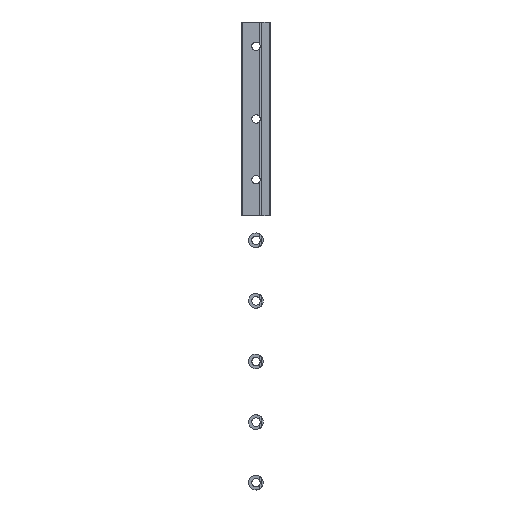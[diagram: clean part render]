
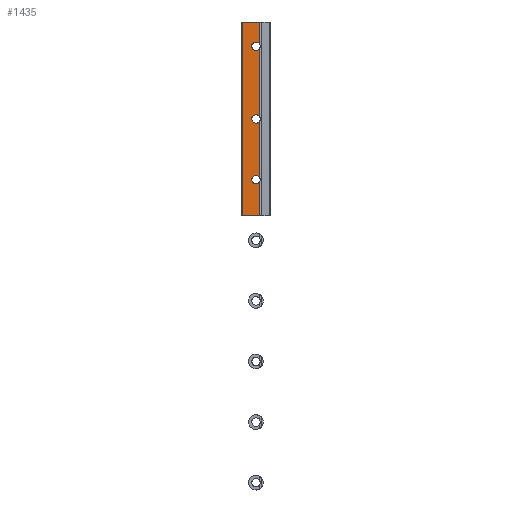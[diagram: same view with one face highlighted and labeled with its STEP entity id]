
A CAD part, front view. The second image highlights one B-rep face of the part: STEP entity #1435.
In plain terms, the highlighted planar face has unit normal (0, -1, 0).
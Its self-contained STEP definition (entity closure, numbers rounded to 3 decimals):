
#106=PLANE('',#1611);
#173=FACE_OUTER_BOUND('',#256,.T.);
#256=EDGE_LOOP('',(#1220,#1221,#1222,#1223,#1224,#1225,#1226,#1227,#1228,
#1229,#1230,#1231,#1232));
#310=LINE('',#2536,#412);
#343=LINE('',#2646,#445);
#352=LINE('',#2670,#454);
#353=LINE('',#2671,#455);
#354=LINE('',#2672,#456);
#355=LINE('',#2673,#457);
#356=LINE('',#2674,#458);
#412=VECTOR('',#1863,7.079);
#445=VECTOR('',#1964,200.);
#454=VECTOR('',#1991,10.);
#455=VECTOR('',#1992,23.561);
#456=VECTOR('',#1993,23.561);
#457=VECTOR('',#1994,28.561);
#458=VECTOR('',#1995,9.281);
#537=CIRCLE('',#1549,1.75);
#538=CIRCLE('',#1550,1.75);
#542=CIRCLE('',#1557,1.75);
#543=CIRCLE('',#1558,1.75);
#547=CIRCLE('',#1565,1.75);
#548=CIRCLE('',#1566,1.75);
#645=VERTEX_POINT('',#2447);
#646=VERTEX_POINT('',#2448);
#647=VERTEX_POINT('',#2450);
#651=VERTEX_POINT('',#2477);
#652=VERTEX_POINT('',#2478);
#653=VERTEX_POINT('',#2480);
#657=VERTEX_POINT('',#2507);
#658=VERTEX_POINT('',#2508);
#659=VERTEX_POINT('',#2510);
#663=VERTEX_POINT('',#2533);
#664=VERTEX_POINT('',#2535);
#707=VERTEX_POINT('',#2644);
#713=VERTEX_POINT('',#2669);
#807=EDGE_CURVE('',#645,#646,#537,.T.);
#809=EDGE_CURVE('',#646,#647,#538,.T.);
#815=EDGE_CURVE('',#651,#652,#542,.T.);
#817=EDGE_CURVE('',#652,#653,#543,.T.);
#823=EDGE_CURVE('',#657,#658,#547,.T.);
#825=EDGE_CURVE('',#658,#659,#548,.T.);
#830=EDGE_CURVE('',#663,#664,#310,.T.);
#885=EDGE_CURVE('',#663,#707,#343,.T.);
#897=EDGE_CURVE('',#707,#713,#352,.T.);
#898=EDGE_CURVE('',#651,#713,#353,.T.);
#899=EDGE_CURVE('',#645,#653,#354,.T.);
#900=EDGE_CURVE('',#657,#647,#355,.T.);
#901=EDGE_CURVE('',#664,#659,#356,.T.);
#1220=ORIENTED_EDGE('',*,*,#897,.T.);
#1221=ORIENTED_EDGE('',*,*,#898,.F.);
#1222=ORIENTED_EDGE('',*,*,#815,.T.);
#1223=ORIENTED_EDGE('',*,*,#817,.T.);
#1224=ORIENTED_EDGE('',*,*,#899,.F.);
#1225=ORIENTED_EDGE('',*,*,#807,.T.);
#1226=ORIENTED_EDGE('',*,*,#809,.T.);
#1227=ORIENTED_EDGE('',*,*,#900,.F.);
#1228=ORIENTED_EDGE('',*,*,#823,.T.);
#1229=ORIENTED_EDGE('',*,*,#825,.T.);
#1230=ORIENTED_EDGE('',*,*,#901,.F.);
#1231=ORIENTED_EDGE('',*,*,#830,.F.);
#1232=ORIENTED_EDGE('',*,*,#885,.T.);
#1435=ADVANCED_FACE('',(#173),#106,.F.);
#1549=AXIS2_PLACEMENT_3D('',#2449,#1816,#1817);
#1550=AXIS2_PLACEMENT_3D('',#2465,#1818,#1819);
#1557=AXIS2_PLACEMENT_3D('',#2479,#1834,#1835);
#1558=AXIS2_PLACEMENT_3D('',#2495,#1836,#1837);
#1565=AXIS2_PLACEMENT_3D('',#2509,#1852,#1853);
#1566=AXIS2_PLACEMENT_3D('',#2525,#1854,#1855);
#1611=AXIS2_PLACEMENT_3D('',#2668,#1989,#1990);
#1816=DIRECTION('center_axis',(0.,1.,0.));
#1817=DIRECTION('ref_axis',(0.,0.,1.));
#1818=DIRECTION('center_axis',(0.,1.,0.));
#1819=DIRECTION('ref_axis',(0.,0.,1.));
#1834=DIRECTION('center_axis',(0.,1.,0.));
#1835=DIRECTION('ref_axis',(0.,0.,1.));
#1836=DIRECTION('center_axis',(0.,1.,0.));
#1837=DIRECTION('ref_axis',(0.,0.,1.));
#1852=DIRECTION('center_axis',(0.,1.,0.));
#1853=DIRECTION('ref_axis',(0.,0.,1.));
#1854=DIRECTION('center_axis',(0.,1.,0.));
#1855=DIRECTION('ref_axis',(0.,0.,1.));
#1863=DIRECTION('',(1.,0.,0.));
#1964=DIRECTION('',(0.,0.,-1.));
#1989=DIRECTION('center_axis',(0.,1.,0.));
#1990=DIRECTION('ref_axis',(0.,0.,1.));
#1991=DIRECTION('',(1.,0.,0.));
#1992=DIRECTION('',(0.,0.,-1.));
#1993=DIRECTION('',(0.,0.,-1.));
#1994=DIRECTION('',(0.,0.,-1.));
#1995=DIRECTION('',(0.,0.,-1.));
#2447=CARTESIAN_POINT('',(1.595,-5.5,59.281));
#2448=CARTESIAN_POINT('',(0.,-5.5,58.25));
#2449=CARTESIAN_POINT('Origin',(0.,-5.5,60.));
#2450=CARTESIAN_POINT('',(1.595,-5.5,60.719));
#2465=CARTESIAN_POINT('Origin',(0.,-5.5,60.));
#2477=CARTESIAN_POINT('',(1.595,-5.5,34.281));
#2478=CARTESIAN_POINT('',(0.,-5.5,33.25));
#2479=CARTESIAN_POINT('Origin',(0.,-5.5,35.));
#2480=CARTESIAN_POINT('',(1.595,-5.5,35.719));
#2495=CARTESIAN_POINT('Origin',(0.,-5.5,35.));
#2507=CARTESIAN_POINT('',(1.595,-5.5,89.281));
#2508=CARTESIAN_POINT('',(0.,-5.5,88.25));
#2509=CARTESIAN_POINT('Origin',(0.,-5.5,90.));
#2510=CARTESIAN_POINT('',(1.595,-5.5,90.719));
#2525=CARTESIAN_POINT('Origin',(0.,-5.5,90.));
#2533=CARTESIAN_POINT('',(-5.484,-5.5,100.));
#2535=CARTESIAN_POINT('',(1.595,-5.5,100.));
#2536=CARTESIAN_POINT('',(-5.484,-5.5,100.));
#2644=CARTESIAN_POINT('',(-5.484,-5.5,20.));
#2646=CARTESIAN_POINT('',(-5.484,-5.5,100.));
#2668=CARTESIAN_POINT('Origin',(-5.484,-5.5,100.));
#2669=CARTESIAN_POINT('',(1.595,-5.5,20.));
#2670=CARTESIAN_POINT('',(20.947,-5.5,20.));
#2671=CARTESIAN_POINT('',(1.595,-5.5,34.281));
#2672=CARTESIAN_POINT('',(1.595,-5.5,59.281));
#2673=CARTESIAN_POINT('',(1.595,-5.5,89.281));
#2674=CARTESIAN_POINT('',(1.595,-5.5,100.));
